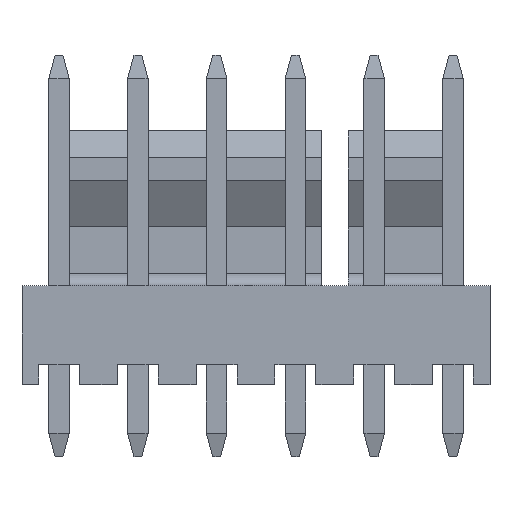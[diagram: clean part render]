
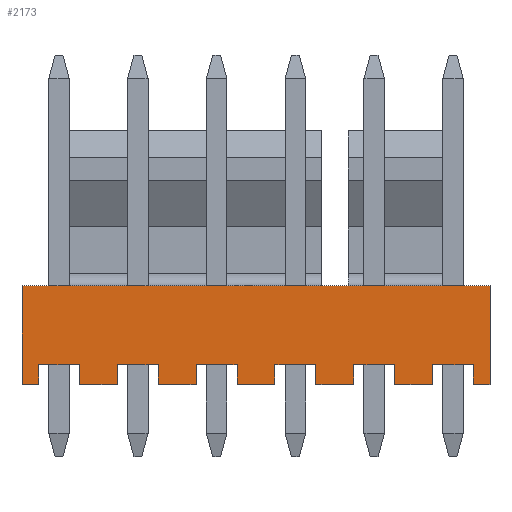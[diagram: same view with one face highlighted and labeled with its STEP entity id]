
A CAD part, top view. The second image highlights one B-rep face of the part: STEP entity #2173.
In plain terms, the highlighted planar face has unit normal (0, 0, 1).
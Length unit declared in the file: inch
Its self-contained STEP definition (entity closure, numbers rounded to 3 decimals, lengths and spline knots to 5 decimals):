
#1=DIRECTION('',(0.,-1.,0.));
#2=VECTOR('',#1,0.125);
#3=CARTESIAN_POINT('',(-0.297,0.0625,0.125));
#4=LINE('',#3,#2);
#33=DIRECTION('',(1.,0.,0.));
#34=VECTOR('',#33,0.052);
#35=CARTESIAN_POINT('',(0.224,-0.0375,0.125));
#36=LINE('',#35,#34);
#37=DIRECTION('',(0.,1.,0.));
#38=VECTOR('',#37,0.025);
#39=CARTESIAN_POINT('',(0.224,-0.0625,0.125));
#40=LINE('',#39,#38);
#41=DIRECTION('',(0.,1.,0.));
#42=VECTOR('',#41,0.025);
#43=CARTESIAN_POINT('',(0.176,-0.0625,0.125));
#44=LINE('',#43,#42);
#45=DIRECTION('',(1.,0.,0.));
#46=VECTOR('',#45,0.052);
#47=CARTESIAN_POINT('',(0.124,-0.0375,0.125));
#48=LINE('',#47,#46);
#49=DIRECTION('',(0.,1.,0.));
#50=VECTOR('',#49,0.025);
#51=CARTESIAN_POINT('',(0.124,-0.0625,0.125));
#52=LINE('',#51,#50);
#53=DIRECTION('',(0.,1.,0.));
#54=VECTOR('',#53,0.025);
#55=CARTESIAN_POINT('',(0.076,-0.0625,0.125));
#56=LINE('',#55,#54);
#57=DIRECTION('',(1.,0.,0.));
#58=VECTOR('',#57,0.052);
#59=CARTESIAN_POINT('',(0.024,-0.0375,0.125));
#60=LINE('',#59,#58);
#61=DIRECTION('',(0.,1.,0.));
#62=VECTOR('',#61,0.025);
#63=CARTESIAN_POINT('',(0.024,-0.0625,0.125));
#64=LINE('',#63,#62);
#65=DIRECTION('',(0.,1.,0.));
#66=VECTOR('',#65,0.025);
#67=CARTESIAN_POINT('',(-0.024,-0.0625,0.125));
#68=LINE('',#67,#66);
#69=DIRECTION('',(1.,0.,0.));
#70=VECTOR('',#69,0.052);
#71=CARTESIAN_POINT('',(-0.076,-0.0375,0.125));
#72=LINE('',#71,#70);
#73=DIRECTION('',(0.,1.,0.));
#74=VECTOR('',#73,0.025);
#75=CARTESIAN_POINT('',(-0.076,-0.0625,0.125));
#76=LINE('',#75,#74);
#77=DIRECTION('',(0.,1.,0.));
#78=VECTOR('',#77,0.025);
#79=CARTESIAN_POINT('',(-0.124,-0.0625,0.125));
#80=LINE('',#79,#78);
#81=DIRECTION('',(1.,0.,0.));
#82=VECTOR('',#81,0.052);
#83=CARTESIAN_POINT('',(-0.176,-0.0375,0.125));
#84=LINE('',#83,#82);
#85=DIRECTION('',(0.,1.,0.));
#86=VECTOR('',#85,0.025);
#87=CARTESIAN_POINT('',(-0.176,-0.0625,0.125));
#88=LINE('',#87,#86);
#89=DIRECTION('',(0.,1.,0.));
#90=VECTOR('',#89,0.025);
#91=CARTESIAN_POINT('',(-0.224,-0.0625,0.125));
#92=LINE('',#91,#90);
#93=DIRECTION('',(1.,0.,0.));
#94=VECTOR('',#93,0.052);
#95=CARTESIAN_POINT('',(-0.276,-0.0375,0.125));
#96=LINE('',#95,#94);
#97=DIRECTION('',(0.,1.,0.));
#98=VECTOR('',#97,0.025);
#99=CARTESIAN_POINT('',(-0.276,-0.0625,0.125));
#100=LINE('',#99,#98);
#101=DIRECTION('',(1.,0.,0.));
#102=VECTOR('',#101,0.594);
#103=CARTESIAN_POINT('',(-0.297,0.0625,0.125));
#104=LINE('',#103,#102);
#105=DIRECTION('',(0.,1.,0.));
#106=VECTOR('',#105,0.025);
#107=CARTESIAN_POINT('',(0.276,-0.0625,0.125));
#108=LINE('',#107,#106);
#137=DIRECTION('',(1.,0.,0.));
#138=VECTOR('',#137,0.021);
#139=CARTESIAN_POINT('',(-0.297,-0.0625,0.125));
#140=LINE('',#139,#138);
#149=DIRECTION('',(1.,0.,0.));
#150=VECTOR('',#149,0.048);
#151=CARTESIAN_POINT('',(-0.224,-0.0625,0.125));
#152=LINE('',#151,#150);
#161=DIRECTION('',(1.,0.,0.));
#162=VECTOR('',#161,0.048);
#163=CARTESIAN_POINT('',(-0.124,-0.0625,0.125));
#164=LINE('',#163,#162);
#173=DIRECTION('',(1.,0.,0.));
#174=VECTOR('',#173,0.048);
#175=CARTESIAN_POINT('',(-0.024,-0.0625,0.125));
#176=LINE('',#175,#174);
#185=DIRECTION('',(1.,0.,0.));
#186=VECTOR('',#185,0.048);
#187=CARTESIAN_POINT('',(0.076,-0.0625,0.125));
#188=LINE('',#187,#186);
#197=DIRECTION('',(1.,0.,0.));
#198=VECTOR('',#197,0.048);
#199=CARTESIAN_POINT('',(0.176,-0.0625,0.125));
#200=LINE('',#199,#198);
#205=DIRECTION('',(1.,0.,0.));
#206=VECTOR('',#205,0.021);
#207=CARTESIAN_POINT('',(0.276,-0.0625,0.125));
#208=LINE('',#207,#206);
#1493=DIRECTION('',(0.,-1.,0.));
#1494=VECTOR('',#1493,0.125);
#1495=CARTESIAN_POINT('',(0.297,0.0625,0.125));
#1496=LINE('',#1495,#1494);
#1589=CARTESIAN_POINT('',(-0.297,0.0625,0.125));
#1590=CARTESIAN_POINT('',(-0.297,-0.0625,0.125));
#1591=VERTEX_POINT('',#1589);
#1592=VERTEX_POINT('',#1590);
#1597=CARTESIAN_POINT('',(0.297,0.0625,0.125));
#1598=CARTESIAN_POINT('',(0.297,-0.0625,0.125));
#1599=VERTEX_POINT('',#1597);
#1600=VERTEX_POINT('',#1598);
#1685=CARTESIAN_POINT('',(-0.276,-0.0375,0.125));
#1686=CARTESIAN_POINT('',(-0.224,-0.0375,0.125));
#1687=VERTEX_POINT('',#1685);
#1688=VERTEX_POINT('',#1686);
#1689=CARTESIAN_POINT('',(-0.276,-0.0625,0.125));
#1690=VERTEX_POINT('',#1689);
#1691=CARTESIAN_POINT('',(-0.224,-0.0625,0.125));
#1692=VERTEX_POINT('',#1691);
#1765=CARTESIAN_POINT('',(-0.176,-0.0375,0.125));
#1766=CARTESIAN_POINT('',(-0.124,-0.0375,0.125));
#1767=VERTEX_POINT('',#1765);
#1768=VERTEX_POINT('',#1766);
#1769=CARTESIAN_POINT('',(-0.176,-0.0625,0.125));
#1770=VERTEX_POINT('',#1769);
#1771=CARTESIAN_POINT('',(-0.124,-0.0625,0.125));
#1772=VERTEX_POINT('',#1771);
#1781=CARTESIAN_POINT('',(-0.076,-0.0375,0.125));
#1782=CARTESIAN_POINT('',(-0.024,-0.0375,0.125));
#1783=VERTEX_POINT('',#1781);
#1784=VERTEX_POINT('',#1782);
#1785=CARTESIAN_POINT('',(-0.076,-0.0625,0.125));
#1786=VERTEX_POINT('',#1785);
#1787=CARTESIAN_POINT('',(-0.024,-0.0625,0.125));
#1788=VERTEX_POINT('',#1787);
#1797=CARTESIAN_POINT('',(0.024,-0.0375,0.125));
#1798=CARTESIAN_POINT('',(0.076,-0.0375,0.125));
#1799=VERTEX_POINT('',#1797);
#1800=VERTEX_POINT('',#1798);
#1801=CARTESIAN_POINT('',(0.024,-0.0625,0.125));
#1802=VERTEX_POINT('',#1801);
#1803=CARTESIAN_POINT('',(0.076,-0.0625,0.125));
#1804=VERTEX_POINT('',#1803);
#1813=CARTESIAN_POINT('',(0.124,-0.0375,0.125));
#1814=CARTESIAN_POINT('',(0.176,-0.0375,0.125));
#1815=VERTEX_POINT('',#1813);
#1816=VERTEX_POINT('',#1814);
#1817=CARTESIAN_POINT('',(0.124,-0.0625,0.125));
#1818=VERTEX_POINT('',#1817);
#1819=CARTESIAN_POINT('',(0.176,-0.0625,0.125));
#1820=VERTEX_POINT('',#1819);
#2021=CARTESIAN_POINT('',(0.224,-0.0375,0.125));
#2022=CARTESIAN_POINT('',(0.276,-0.0375,0.125));
#2023=VERTEX_POINT('',#2021);
#2024=VERTEX_POINT('',#2022);
#2025=CARTESIAN_POINT('',(0.224,-0.0625,0.125));
#2026=VERTEX_POINT('',#2025);
#2027=CARTESIAN_POINT('',(0.276,-0.0625,0.125));
#2028=VERTEX_POINT('',#2027);
#2111=CARTESIAN_POINT('',(-0.297,0.0625,0.125));
#2112=DIRECTION('',(0.,0.,1.));
#2113=DIRECTION('',(0.,-1.,0.));
#2114=AXIS2_PLACEMENT_3D('',#2111,#2112,#2113);
#2115=PLANE('',#2114);
#2117=ORIENTED_EDGE('',*,*,#2116,.F.);
#2119=ORIENTED_EDGE('',*,*,#2118,.F.);
#2121=ORIENTED_EDGE('',*,*,#2120,.F.);
#2123=ORIENTED_EDGE('',*,*,#2122,.T.);
#2125=ORIENTED_EDGE('',*,*,#2124,.F.);
#2127=ORIENTED_EDGE('',*,*,#2126,.F.);
#2129=ORIENTED_EDGE('',*,*,#2128,.F.);
#2131=ORIENTED_EDGE('',*,*,#2130,.T.);
#2133=ORIENTED_EDGE('',*,*,#2132,.F.);
#2135=ORIENTED_EDGE('',*,*,#2134,.F.);
#2137=ORIENTED_EDGE('',*,*,#2136,.F.);
#2139=ORIENTED_EDGE('',*,*,#2138,.T.);
#2141=ORIENTED_EDGE('',*,*,#2140,.F.);
#2143=ORIENTED_EDGE('',*,*,#2142,.F.);
#2145=ORIENTED_EDGE('',*,*,#2144,.F.);
#2147=ORIENTED_EDGE('',*,*,#2146,.T.);
#2149=ORIENTED_EDGE('',*,*,#2148,.F.);
#2151=ORIENTED_EDGE('',*,*,#2150,.F.);
#2153=ORIENTED_EDGE('',*,*,#2152,.F.);
#2155=ORIENTED_EDGE('',*,*,#2154,.T.);
#2157=ORIENTED_EDGE('',*,*,#2156,.F.);
#2159=ORIENTED_EDGE('',*,*,#2158,.F.);
#2161=ORIENTED_EDGE('',*,*,#2160,.F.);
#2162=ORIENTED_EDGE('',*,*,#2090,.F.);
#2164=ORIENTED_EDGE('',*,*,#2163,.T.);
#2166=ORIENTED_EDGE('',*,*,#2165,.T.);
#2168=ORIENTED_EDGE('',*,*,#2167,.F.);
#2170=ORIENTED_EDGE('',*,*,#2169,.T.);
#2171=EDGE_LOOP('',(#2117,#2119,#2121,#2123,#2125,#2127,#2129,#2131,#2133,#2135,
#2137,#2139,#2141,#2143,#2145,#2147,#2149,#2151,#2153,#2155,#2157,#2159,#2161,
#2162,#2164,#2166,#2168,#2170));
#2172=FACE_OUTER_BOUND('',#2171,.F.);
#2173=ADVANCED_FACE('',(#2172),#2115,.T.);
#2090=EDGE_CURVE('',#1591,#1592,#4,.T.);
#2116=EDGE_CURVE('',#2023,#2024,#36,.T.);
#2118=EDGE_CURVE('',#2026,#2023,#40,.T.);
#2120=EDGE_CURVE('',#1820,#2026,#200,.T.);
#2122=EDGE_CURVE('',#1820,#1816,#44,.T.);
#2124=EDGE_CURVE('',#1815,#1816,#48,.T.);
#2126=EDGE_CURVE('',#1818,#1815,#52,.T.);
#2128=EDGE_CURVE('',#1804,#1818,#188,.T.);
#2130=EDGE_CURVE('',#1804,#1800,#56,.T.);
#2132=EDGE_CURVE('',#1799,#1800,#60,.T.);
#2134=EDGE_CURVE('',#1802,#1799,#64,.T.);
#2136=EDGE_CURVE('',#1788,#1802,#176,.T.);
#2138=EDGE_CURVE('',#1788,#1784,#68,.T.);
#2140=EDGE_CURVE('',#1783,#1784,#72,.T.);
#2142=EDGE_CURVE('',#1786,#1783,#76,.T.);
#2144=EDGE_CURVE('',#1772,#1786,#164,.T.);
#2146=EDGE_CURVE('',#1772,#1768,#80,.T.);
#2148=EDGE_CURVE('',#1767,#1768,#84,.T.);
#2150=EDGE_CURVE('',#1770,#1767,#88,.T.);
#2152=EDGE_CURVE('',#1692,#1770,#152,.T.);
#2154=EDGE_CURVE('',#1692,#1688,#92,.T.);
#2156=EDGE_CURVE('',#1687,#1688,#96,.T.);
#2158=EDGE_CURVE('',#1690,#1687,#100,.T.);
#2160=EDGE_CURVE('',#1592,#1690,#140,.T.);
#2163=EDGE_CURVE('',#1591,#1599,#104,.T.);
#2165=EDGE_CURVE('',#1599,#1600,#1496,.T.);
#2167=EDGE_CURVE('',#2028,#1600,#208,.T.);
#2169=EDGE_CURVE('',#2028,#2024,#108,.T.);
